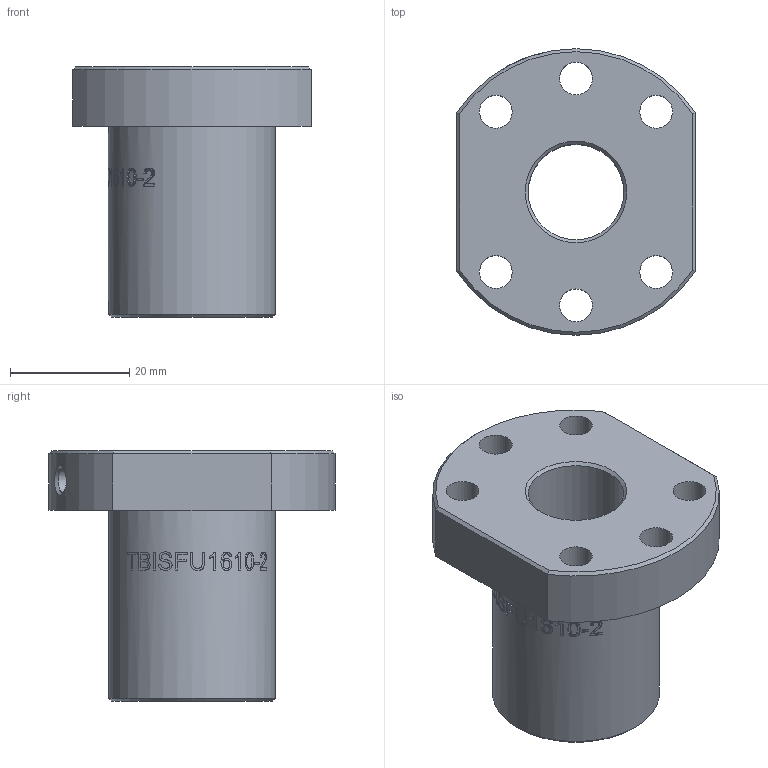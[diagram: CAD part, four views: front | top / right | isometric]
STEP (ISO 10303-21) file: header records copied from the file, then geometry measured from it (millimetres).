
FILE_DESCRIPTION(/* description */ (''),/* implementation_level */ '2;1');
FILE_NAME(/* name */ 'SFU1610-2.stp',/* time_stamp */ '2020-03-06T13:11:21+08:00',/* author */ (''),/* organization */ (''),/* preprocessor_version */ 'ST-DEVELOPER v16',/* originating_system */ 'SIEMENS PLM Software NX 10.0',/* authorisation */ '');
FILE_SCHEMA (('AUTOMOTIVE_DESIGN { 1 0 10303 214 3 1 1 1 }'));
Length unit declared in the file: millimetre
Products named in the file (1): DELL2854BF2Br0lh
Bounding box: 40 x 48 x 42 mm (x, y, z)
Volume: 26220.4 mm3; surface area: 10187 mm2
Topology: 1 solids, 1 shells, 182 faces, 476 edges, 315 vertices
Faces by surface type: extrusion 87, plane 70, cylinder 17, cone 7, bspline 1
Full cylindrical faces by diameter (mm): 4 x1, 5.2 x1, 5.5 x6, 16 x1, 28 x1
Entity records: 7192 total; most frequent: CARTESIAN_POINT 3136, ORIENTED_EDGE 914, DIRECTION 559, EDGE_CURVE 457, B_SPLINE_CURVE_WITH_KNOTS 318, VERTEX_POINT 312, VECTOR 257, EDGE_LOOP 231
